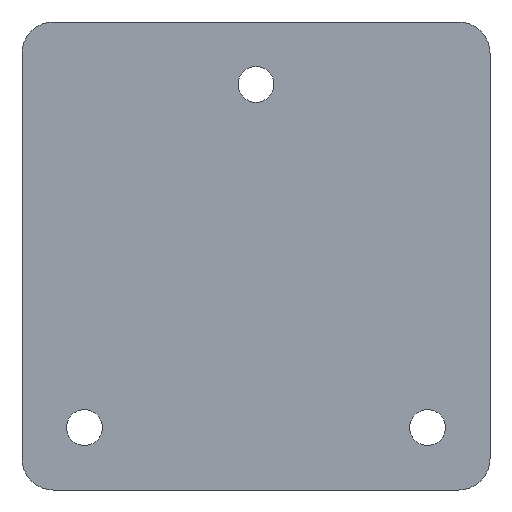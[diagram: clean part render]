
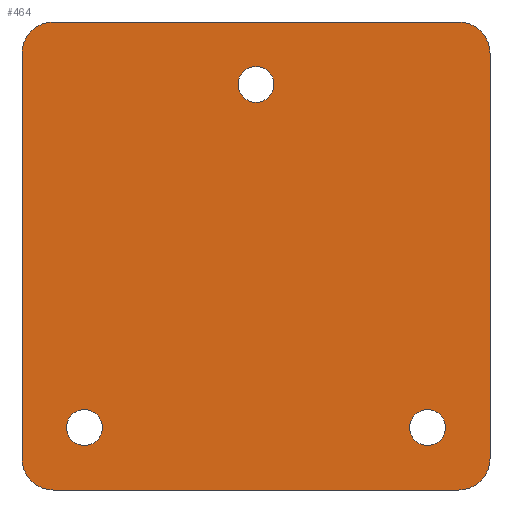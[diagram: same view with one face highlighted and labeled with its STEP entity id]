
A CAD part, front view. The second image highlights one B-rep face of the part: STEP entity #464.
In plain terms, the highlighted planar face has unit normal (0, -1, 0).
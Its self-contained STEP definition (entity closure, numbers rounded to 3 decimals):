
#6 = VECTOR ( 'NONE', #220, 1000. ) ;
#12 = DIRECTION ( 'NONE',  ( 0., 0., 1. ) ) ;
#40 = AXIS2_PLACEMENT_3D ( 'NONE', #1256, #628, #12 ) ;
#50 = EDGE_CURVE ( 'NONE', #502, #406, #206, .T. ) ;
#57 = AXIS2_PLACEMENT_3D ( 'NONE', #954, #330, #1059 ) ;
#61 = CARTESIAN_POINT ( 'NONE',  ( 0., 0., 60.75 ) ) ;
#71 = ORIENTED_EDGE ( 'NONE', *, *, #50, .T. ) ;
#76 = CARTESIAN_POINT ( 'NONE',  ( 75., 0., -65. ) ) ;
#77 = AXIS2_PLACEMENT_3D ( 'NONE', #949, #326, #1056 ) ;
#81 = CARTESIAN_POINT ( 'NONE',  ( 55., 0., -60.75 ) ) ;
#83 = LINE ( 'NONE', #747, #1154 ) ;
#85 = AXIS2_PLACEMENT_3D ( 'NONE', #1130, #729, #281 ) ;
#103 = CARTESIAN_POINT ( 'NONE',  ( 0., 0., 55. ) ) ;
#106 = CARTESIAN_POINT ( 'NONE',  ( -65., 0., 75. ) ) ;
#108 = CARTESIAN_POINT ( 'NONE',  ( -65., 0., 65. ) ) ;
#145 = CIRCLE ( 'NONE', #1247, 5.75 ) ;
#152 = EDGE_LOOP ( 'NONE', ( #484, #634, #1159, #375, #772, #553, #860, #609 ) ) ;
#167 = AXIS2_PLACEMENT_3D ( 'NONE', #1096, #1200, #582 ) ;
#178 = VERTEX_POINT ( 'NONE', #76 ) ;
#190 = FACE_BOUND ( 'NONE', #771, .T. ) ;
#198 = VERTEX_POINT ( 'NONE', #820 ) ;
#200 = VERTEX_POINT ( 'NONE', #1223 ) ;
#205 = DIRECTION ( 'NONE',  ( 0., 0., 1. ) ) ;
#206 = CIRCLE ( 'NONE', #85, 5.75 ) ;
#212 = DIRECTION ( 'NONE',  ( 0., 0., -1. ) ) ;
#215 = CARTESIAN_POINT ( 'NONE',  ( 65., 0., 65. ) ) ;
#220 = DIRECTION ( 'NONE',  ( 1., 0., 0. ) ) ;
#281 = DIRECTION ( 'NONE',  ( 0., 0., 1. ) ) ;
#290 = EDGE_CURVE ( 'NONE', #1179, #200, #695, .T. ) ;
#302 = VERTEX_POINT ( 'NONE', #1249 ) ;
#321 = EDGE_CURVE ( 'NONE', #406, #502, #1273, .T. ) ;
#326 = DIRECTION ( 'NONE',  ( 0., -1., 0. ) ) ;
#330 = DIRECTION ( 'NONE',  ( 0., -1., 0. ) ) ;
#332 = CARTESIAN_POINT ( 'NONE',  ( -75., 0., 75. ) ) ;
#370 = EDGE_CURVE ( 'NONE', #541, #200, #876, .T. ) ;
#375 = ORIENTED_EDGE ( 'NONE', *, *, #370, .T. ) ;
#376 = PLANE ( 'NONE',  #167 ) ;
#393 = EDGE_CURVE ( 'NONE', #302, #198, #1104, .T. ) ;
#398 = EDGE_CURVE ( 'NONE', #541, #198, #1137, .T. ) ;
#399 = DIRECTION ( 'NONE',  ( 0., 1., 0. ) ) ;
#406 = VERTEX_POINT ( 'NONE', #856 ) ;
#409 = EDGE_LOOP ( 'NONE', ( #414, #766 ) ) ;
#414 = ORIENTED_EDGE ( 'NONE', *, *, #981, .T. ) ;
#419 = VECTOR ( 'NONE', #542, 1000. ) ;
#424 = AXIS2_PLACEMENT_3D ( 'NONE', #896, #1238, #741 ) ;
#431 = CIRCLE ( 'NONE', #57, 10. ) ;
#440 = DIRECTION ( 'NONE',  ( 0., 0., -1. ) ) ;
#443 = CARTESIAN_POINT ( 'NONE',  ( -75., 0., -75. ) ) ;
#464 = ADVANCED_FACE ( 'NONE', ( #1028, #763, #190, #485 ), #376, .T. ) ;
#472 = VERTEX_POINT ( 'NONE', #61 ) ;
#484 = ORIENTED_EDGE ( 'NONE', *, *, #1253, .F. ) ;
#485 = FACE_OUTER_BOUND ( 'NONE', #152, .T. ) ;
#502 = VERTEX_POINT ( 'NONE', #852 ) ;
#514 = CIRCLE ( 'NONE', #922, 5.75 ) ;
#541 = VERTEX_POINT ( 'NONE', #106 ) ;
#542 = DIRECTION ( 'NONE',  ( 0., 0., 1. ) ) ;
#553 = ORIENTED_EDGE ( 'NONE', *, *, #644, .T. ) ;
#582 = DIRECTION ( 'NONE',  ( 0., 0., -1. ) ) ;
#595 = DIRECTION ( 'NONE',  ( 0., 1., 0. ) ) ;
#596 = EDGE_CURVE ( 'NONE', #879, #1074, #1136, .T. ) ;
#609 = ORIENTED_EDGE ( 'NONE', *, *, #861, .T. ) ;
#628 = DIRECTION ( 'NONE',  ( 0., 1., 0. ) ) ;
#634 = ORIENTED_EDGE ( 'NONE', *, *, #393, .T. ) ;
#644 = EDGE_CURVE ( 'NONE', #1179, #1074, #1201, .T. ) ;
#669 = ORIENTED_EDGE ( 'NONE', *, *, #1197, .T. ) ;
#695 = LINE ( 'NONE', #1268, #419 ) ;
#697 = CARTESIAN_POINT ( 'NONE',  ( 65., 0., -75. ) ) ;
#722 = AXIS2_PLACEMENT_3D ( 'NONE', #1215, #595, #1323 ) ;
#729 = DIRECTION ( 'NONE',  ( 0., 1., 0. ) ) ;
#741 = DIRECTION ( 'NONE',  ( 0., 0., 1. ) ) ;
#747 = CARTESIAN_POINT ( 'NONE',  ( 75., 0., 75. ) ) ;
#763 = FACE_BOUND ( 'NONE', #409, .T. ) ;
#766 = ORIENTED_EDGE ( 'NONE', *, *, #969, .T. ) ;
#771 = EDGE_LOOP ( 'NONE', ( #71, #974 ) ) ;
#772 = ORIENTED_EDGE ( 'NONE', *, *, #290, .F. ) ;
#820 = CARTESIAN_POINT ( 'NONE',  ( 65., 0., 75. ) ) ;
#844 = AXIS2_PLACEMENT_3D ( 'NONE', #108, #849, #212 ) ;
#845 = DIRECTION ( 'NONE',  ( 0., 1., 0. ) ) ;
#849 = DIRECTION ( 'NONE',  ( 0., -1., 0. ) ) ;
#852 = CARTESIAN_POINT ( 'NONE',  ( -55., 0., -49.25 ) ) ;
#856 = CARTESIAN_POINT ( 'NONE',  ( -55., 0., -60.75 ) ) ;
#860 = ORIENTED_EDGE ( 'NONE', *, *, #596, .F. ) ;
#861 = EDGE_CURVE ( 'NONE', #879, #178, #431, .T. ) ;
#876 = CIRCLE ( 'NONE', #844, 10. ) ;
#879 = VERTEX_POINT ( 'NONE', #697 ) ;
#880 = CARTESIAN_POINT ( 'NONE',  ( -75., 0., -65. ) ) ;
#896 = CARTESIAN_POINT ( 'NONE',  ( -55., 0., -55. ) ) ;
#922 = AXIS2_PLACEMENT_3D ( 'NONE', #1016, #399, #1118 ) ;
#929 = EDGE_LOOP ( 'NONE', ( #1119, #669 ) ) ;
#939 = CARTESIAN_POINT ( 'NONE',  ( 55., 0., -49.25 ) ) ;
#949 = CARTESIAN_POINT ( 'NONE',  ( -65., 0., -65. ) ) ;
#954 = CARTESIAN_POINT ( 'NONE',  ( 65., 0., -65. ) ) ;
#969 = EDGE_CURVE ( 'NONE', #1021, #1216, #1333, .T. ) ;
#974 = ORIENTED_EDGE ( 'NONE', *, *, #321, .T. ) ;
#978 = DIRECTION ( 'NONE',  ( 0., 0., -1. ) ) ;
#981 = EDGE_CURVE ( 'NONE', #1216, #1021, #514, .T. ) ;
#999 = DIRECTION ( 'NONE',  ( 0., -1., 0. ) ) ;
#1016 = CARTESIAN_POINT ( 'NONE',  ( 55., 0., -55. ) ) ;
#1021 = VERTEX_POINT ( 'NONE', #81 ) ;
#1028 = FACE_BOUND ( 'NONE', #929, .T. ) ;
#1041 = AXIS2_PLACEMENT_3D ( 'NONE', #215, #999, #978 ) ;
#1056 = DIRECTION ( 'NONE',  ( 0., 0., -1. ) ) ;
#1058 = DIRECTION ( 'NONE',  ( -1., 0., 0. ) ) ;
#1059 = DIRECTION ( 'NONE',  ( 0., 0., -1. ) ) ;
#1074 = VERTEX_POINT ( 'NONE', #1214 ) ;
#1096 = CARTESIAN_POINT ( 'NONE',  ( 0., 0., 0. ) ) ;
#1103 = VECTOR ( 'NONE', #1058, 1000. ) ;
#1104 = CIRCLE ( 'NONE', #1041, 10. ) ;
#1118 = DIRECTION ( 'NONE',  ( 0., 0., 1. ) ) ;
#1119 = ORIENTED_EDGE ( 'NONE', *, *, #1227, .T. ) ;
#1130 = CARTESIAN_POINT ( 'NONE',  ( -55., 0., -55. ) ) ;
#1136 = LINE ( 'NONE', #443, #1103 ) ;
#1137 = LINE ( 'NONE', #332, #6 ) ;
#1154 = VECTOR ( 'NONE', #440, 1000. ) ;
#1159 = ORIENTED_EDGE ( 'NONE', *, *, #398, .F. ) ;
#1179 = VERTEX_POINT ( 'NONE', #880 ) ;
#1188 = VERTEX_POINT ( 'NONE', #1291 ) ;
#1197 = EDGE_CURVE ( 'NONE', #1188, #472, #145, .T. ) ;
#1200 = DIRECTION ( 'NONE',  ( 0., -1., 0. ) ) ;
#1201 = CIRCLE ( 'NONE', #77, 10. ) ;
#1214 = CARTESIAN_POINT ( 'NONE',  ( -65., 0., -75. ) ) ;
#1215 = CARTESIAN_POINT ( 'NONE',  ( 55., 0., -55. ) ) ;
#1216 = VERTEX_POINT ( 'NONE', #939 ) ;
#1220 = CIRCLE ( 'NONE', #40, 5.75 ) ;
#1223 = CARTESIAN_POINT ( 'NONE',  ( -75., 0., 65. ) ) ;
#1227 = EDGE_CURVE ( 'NONE', #472, #1188, #1220, .T. ) ;
#1238 = DIRECTION ( 'NONE',  ( 0., 1., 0. ) ) ;
#1247 = AXIS2_PLACEMENT_3D ( 'NONE', #103, #845, #205 ) ;
#1249 = CARTESIAN_POINT ( 'NONE',  ( 75., 0., 65. ) ) ;
#1253 = EDGE_CURVE ( 'NONE', #302, #178, #83, .T. ) ;
#1256 = CARTESIAN_POINT ( 'NONE',  ( 0., 0., 55. ) ) ;
#1268 = CARTESIAN_POINT ( 'NONE',  ( -75., 0., 75. ) ) ;
#1273 = CIRCLE ( 'NONE', #424, 5.75 ) ;
#1291 = CARTESIAN_POINT ( 'NONE',  ( 0., 0., 49.25 ) ) ;
#1323 = DIRECTION ( 'NONE',  ( 0., 0., 1. ) ) ;
#1333 = CIRCLE ( 'NONE', #722, 5.75 ) ;
